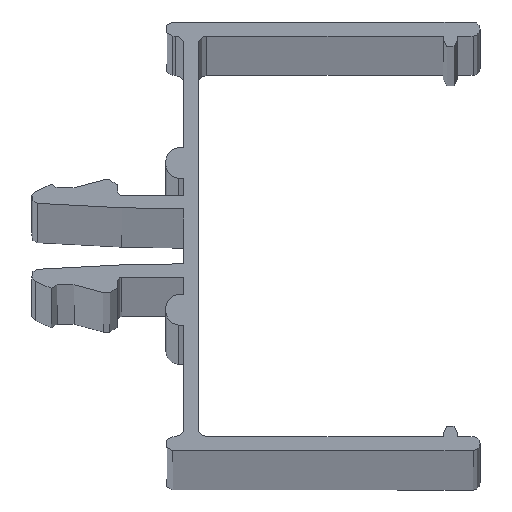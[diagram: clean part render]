
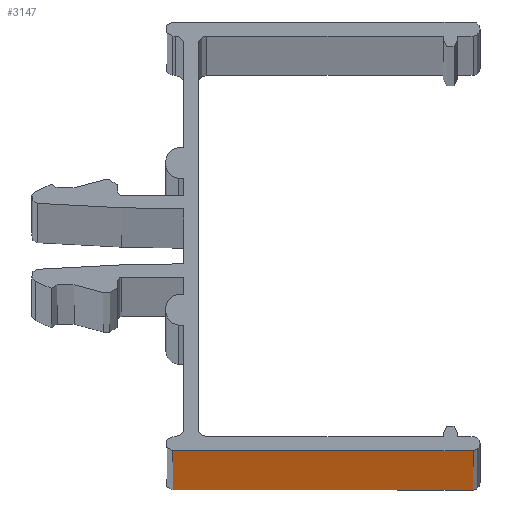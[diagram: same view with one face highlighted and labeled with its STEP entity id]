
A CAD part, top view. The second image highlights one B-rep face of the part: STEP entity #3147.
In plain terms, the highlighted planar face has unit normal (0, -1, 0).
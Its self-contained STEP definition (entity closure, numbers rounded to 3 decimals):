
#189 = CARTESIAN_POINT ( 'NONE',  ( -38.471, -2.38, -1944.886 ) ) ;
#276 = EDGE_CURVE ( 'NONE', #3077, #2324, #1726, .T. ) ;
#284 = ORIENTED_EDGE ( 'NONE', *, *, #552, .T. ) ;
#539 = DIRECTION ( 'NONE',  ( 0., 0., 1. ) ) ;
#552 = EDGE_CURVE ( 'NONE', #2788, #2324, #2693, .T. ) ;
#576 = LINE ( 'NONE', #2732, #759 ) ;
#728 = CARTESIAN_POINT ( 'NONE',  ( -38.471, -2.38, -1944.886 ) ) ;
#759 = VECTOR ( 'NONE', #777, 1000. ) ;
#777 = DIRECTION ( 'NONE',  ( 1., 0., 0. ) ) ;
#846 = ORIENTED_EDGE ( 'NONE', *, *, #2357, .F. ) ;
#1160 = DIRECTION ( 'NONE',  ( 0., 0., -1. ) ) ;
#1175 = AXIS2_PLACEMENT_3D ( 'NONE', #189, #2924, #1160 ) ;
#1199 = CARTESIAN_POINT ( 'NONE',  ( -11.839, -2.38, -1944.886 ) ) ;
#1257 = VERTEX_POINT ( 'NONE', #3024 ) ;
#1310 = CARTESIAN_POINT ( 'NONE',  ( -38.471, -2.38, 55.114 ) ) ;
#1321 = VECTOR ( 'NONE', #3196, 1000. ) ;
#1655 = CARTESIAN_POINT ( 'NONE',  ( -11.839, -2.38, 55.114 ) ) ;
#1726 = LINE ( 'NONE', #2218, #2014 ) ;
#1764 = EDGE_LOOP ( 'NONE', ( #2846, #846, #2818, #284 ) ) ;
#1910 = VECTOR ( 'NONE', #539, 1000. ) ;
#2014 = VECTOR ( 'NONE', #2867, 1000. ) ;
#2218 = CARTESIAN_POINT ( 'NONE',  ( -38.471, -2.38, 55.114 ) ) ;
#2324 = VERTEX_POINT ( 'NONE', #1655 ) ;
#2357 = EDGE_CURVE ( 'NONE', #1257, #3077, #2503, .T. ) ;
#2412 = PLANE ( 'NONE',  #1175 ) ;
#2503 = LINE ( 'NONE', #728, #1910 ) ;
#2636 = FACE_OUTER_BOUND ( 'NONE', #1764, .T. ) ;
#2693 = LINE ( 'NONE', #1199, #1321 ) ;
#2732 = CARTESIAN_POINT ( 'NONE',  ( -38.471, -2.38, -1944.886 ) ) ;
#2743 = CARTESIAN_POINT ( 'NONE',  ( -11.839, -2.38, -1944.886 ) ) ;
#2788 = VERTEX_POINT ( 'NONE', #2743 ) ;
#2802 = EDGE_CURVE ( 'NONE', #1257, #2788, #576, .T. ) ;
#2818 = ORIENTED_EDGE ( 'NONE', *, *, #2802, .T. ) ;
#2846 = ORIENTED_EDGE ( 'NONE', *, *, #276, .F. ) ;
#2867 = DIRECTION ( 'NONE',  ( 1., 0., 0. ) ) ;
#2924 = DIRECTION ( 'NONE',  ( 0., -1., 0. ) ) ;
#3024 = CARTESIAN_POINT ( 'NONE',  ( -38.471, -2.38, -1944.886 ) ) ;
#3077 = VERTEX_POINT ( 'NONE', #1310 ) ;
#3147 = ADVANCED_FACE ( 'NONE', ( #2636 ), #2412, .T. ) ;
#3196 = DIRECTION ( 'NONE',  ( 0., 0., 1. ) ) ;
